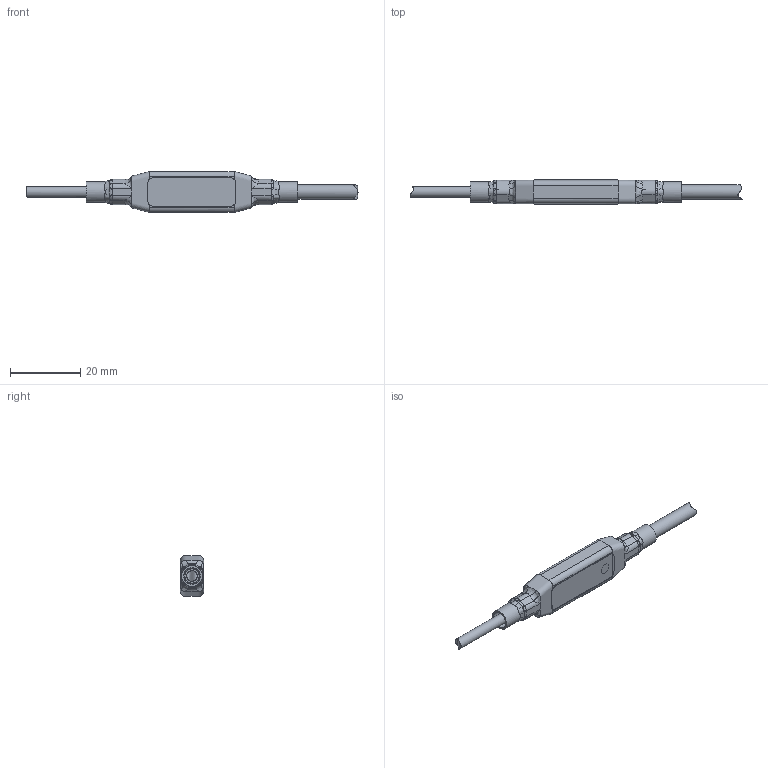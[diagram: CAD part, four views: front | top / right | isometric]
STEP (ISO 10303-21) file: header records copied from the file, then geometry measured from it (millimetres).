
FILE_DESCRIPTION (( 'STEP AP214' ), '1' );
FILE_NAME ('CSM-Elektronik-LED-Version.STEP', '2015-06-05T12:54:02', ( 'qwe' ), ( '' ), 'SwSTEP 2.0', 'SolidWorks 2015', '' );
FILE_SCHEMA (( 'AUTOMOTIVE_DESIGN' ));
Length unit declared in the file: millimetre
Products named in the file (8): 54340-025008 Etikett; 52081 Schrumpfschlauch 12-1 ws; 52079-048 Schrumpfschlauch KYF; 52078-040 Schrumpfschlauch IAKT; 52003-X Anschlußleitung-Xm; 52002-Y Kopfkabel-CSM-MB; 1CS75 Schirmblech-LED_Einbau; CSM-Elektronik-LED-Version
Assembly tree (9 placements, depth 2):
  CSM-Elektronik-LED-Version
    1CS75 Schirmblech-LED_Einbau  x2
    52002-Y Kopfkabel-CSM-MB
    52003-X Anschlußleitung-Xm
    52078-040 Schrumpfschlauch IAKT
    52079-048 Schrumpfschlauch KYF
    52081 Schrumpfschlauch 12-1 ws
    54340-025008 Etikett  x2
Bounding box: 94.24 x 6.8 x 11.6 mm (x, y, z)
Volume: 2099 mm3; surface area: 7781.2 mm2
Topology: 9 solids, 9 shells, 806 faces, 1994 edges, 1211 vertices
Faces by surface type: plane 333, cylinder 257, bspline 198, torus 18
Full cylindrical faces by diameter (mm): 0.5 x8, 0.8 x10, 0.9 x8, 2 x2, 3 x3, 4 x3, 4.6 x1, 4.8 x3, 5 x2, 5.2 x1, 5.8 x2
Entity records: 30000 total; most frequent: CARTESIAN_POINT 17102, ORIENTED_EDGE 2618, DIRECTION 2116, EDGE_CURVE 1309, VERTEX_POINT 827, AXIS2_PLACEMENT_3D 814, EDGE_LOOP 668, FACE_OUTER_BOUND 641
